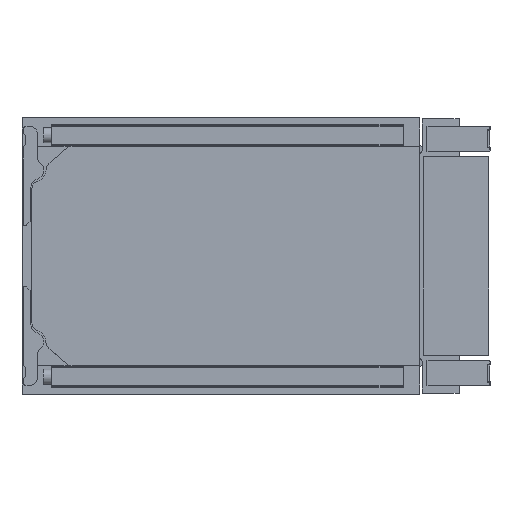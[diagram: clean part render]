
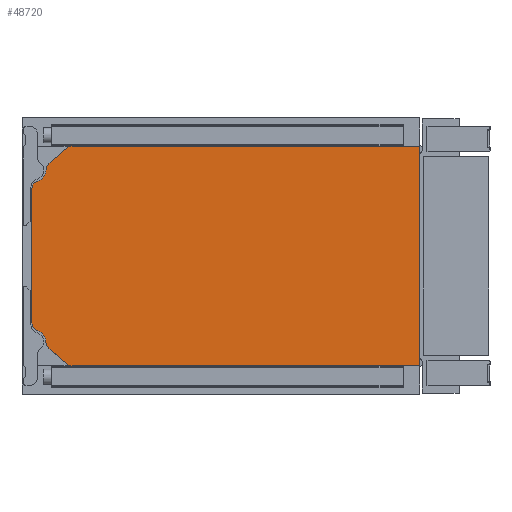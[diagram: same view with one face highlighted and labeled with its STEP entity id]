
A CAD part, top view. The second image highlights one B-rep face of the part: STEP entity #48720.
In plain terms, the highlighted planar face has unit normal (0, 0, 1).
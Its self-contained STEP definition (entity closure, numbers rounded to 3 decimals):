
#3173=CIRCLE('',#70382,3.);
#3174=CIRCLE('',#70383,3.);
#3175=CIRCLE('',#70384,4.);
#3176=CIRCLE('',#70385,3.);
#3177=CIRCLE('',#70386,3.);
#3178=CIRCLE('',#70387,4.);
#3179=CIRCLE('',#70388,3.);
#3180=CIRCLE('',#70389,3.);
#3785=ORIENTED_EDGE('',*,*,#18433,.T.);
#3786=ORIENTED_EDGE('',*,*,#18434,.T.);
#3787=ORIENTED_EDGE('',*,*,#18435,.T.);
#3788=ORIENTED_EDGE('',*,*,#18436,.T.);
#3789=ORIENTED_EDGE('',*,*,#18437,.T.);
#3790=ORIENTED_EDGE('',*,*,#18438,.T.);
#3791=ORIENTED_EDGE('',*,*,#18439,.T.);
#3792=ORIENTED_EDGE('',*,*,#18440,.T.);
#3793=ORIENTED_EDGE('',*,*,#18441,.T.);
#3794=ORIENTED_EDGE('',*,*,#18442,.T.);
#3795=ORIENTED_EDGE('',*,*,#18443,.T.);
#3796=ORIENTED_EDGE('',*,*,#18444,.F.);
#3797=ORIENTED_EDGE('',*,*,#18445,.F.);
#3798=ORIENTED_EDGE('',*,*,#18446,.T.);
#18433=EDGE_CURVE('',#25757,#25758,#3173,.T.);
#18434=EDGE_CURVE('',#25758,#25759,#30740,.T.);
#18435=EDGE_CURVE('',#25759,#25760,#3174,.T.);
#18436=EDGE_CURVE('',#25760,#25761,#3175,.T.);
#18437=EDGE_CURVE('',#25761,#25762,#3176,.T.);
#18438=EDGE_CURVE('',#25762,#25763,#30741,.T.);
#18439=EDGE_CURVE('',#25763,#25764,#3177,.T.);
#18440=EDGE_CURVE('',#25764,#25765,#3178,.T.);
#18441=EDGE_CURVE('',#25765,#25766,#3179,.T.);
#18442=EDGE_CURVE('',#25766,#25767,#30742,.T.);
#18443=EDGE_CURVE('',#25767,#25768,#3180,.T.);
#18444=EDGE_CURVE('',#25769,#25768,#30743,.T.);
#18445=EDGE_CURVE('',#25770,#25769,#30744,.T.);
#18446=EDGE_CURVE('',#25770,#25757,#30745,.T.);
#25757=VERTEX_POINT('',#85083);
#25758=VERTEX_POINT('',#85084);
#25759=VERTEX_POINT('',#85086);
#25760=VERTEX_POINT('',#85088);
#25761=VERTEX_POINT('',#85090);
#25762=VERTEX_POINT('',#85092);
#25763=VERTEX_POINT('',#85094);
#25764=VERTEX_POINT('',#85096);
#25765=VERTEX_POINT('',#85098);
#25766=VERTEX_POINT('',#85100);
#25767=VERTEX_POINT('',#85102);
#25768=VERTEX_POINT('',#85104);
#25769=VERTEX_POINT('',#85106);
#25770=VERTEX_POINT('',#85108);
#30740=LINE('',#85085,#35059);
#30741=LINE('',#85093,#35060);
#30742=LINE('',#85101,#35061);
#30743=LINE('',#85105,#35062);
#30744=LINE('',#85107,#35063);
#30745=LINE('',#85109,#35064);
#35059=VECTOR('',#73850,1000.);
#35060=VECTOR('',#73857,1000.);
#35061=VECTOR('',#73864,1000.);
#35062=VECTOR('',#73867,1000.);
#35063=VECTOR('',#73868,1000.);
#35064=VECTOR('',#73869,1000.);
#39371=EDGE_LOOP('',(#3785,#3786,#3787,#3788,#3789,#3790,#3791,#3792,#3793,
#3794,#3795,#3796,#3797,#3798));
#42946=FACE_BOUND('',#39371,.T.);
#46521=PLANE('',#70381);
#48720=ADVANCED_FACE('',(#42946),#46521,.F.);
#70381=AXIS2_PLACEMENT_3D('',#85081,#73846,#73847);
#70382=AXIS2_PLACEMENT_3D('',#85082,#73848,#73849);
#70383=AXIS2_PLACEMENT_3D('',#85087,#73851,#73852);
#70384=AXIS2_PLACEMENT_3D('',#85089,#73853,#73854);
#70385=AXIS2_PLACEMENT_3D('',#85091,#73855,#73856);
#70386=AXIS2_PLACEMENT_3D('',#85095,#73858,#73859);
#70387=AXIS2_PLACEMENT_3D('',#85097,#73860,#73861);
#70388=AXIS2_PLACEMENT_3D('',#85099,#73862,#73863);
#70389=AXIS2_PLACEMENT_3D('',#85103,#73865,#73866);
#73846=DIRECTION('',(0.,0.,-1.));
#73847=DIRECTION('',(-1.,0.,0.));
#73848=DIRECTION('',(0.,0.,1.));
#73849=DIRECTION('',(1.,0.,0.));
#73850=DIRECTION('',(-0.766,-0.643,0.));
#73851=DIRECTION('',(0.,0.,1.));
#73852=DIRECTION('',(1.,0.,0.));
#73853=DIRECTION('',(0.,0.,-1.));
#73854=DIRECTION('',(-1.,0.,0.));
#73855=DIRECTION('',(0.,0.,1.));
#73856=DIRECTION('',(1.,0.,0.));
#73857=DIRECTION('',(0.,-1.,0.));
#73858=DIRECTION('',(0.,0.,1.));
#73859=DIRECTION('',(1.,0.,0.));
#73860=DIRECTION('',(0.,0.,-1.));
#73861=DIRECTION('',(-1.,0.,0.));
#73862=DIRECTION('',(0.,0.,1.));
#73863=DIRECTION('',(1.,0.,0.));
#73864=DIRECTION('',(0.766,-0.643,0.));
#73865=DIRECTION('',(0.,0.,1.));
#73866=DIRECTION('',(1.,0.,0.));
#73867=DIRECTION('',(-1.,0.,0.));
#73868=DIRECTION('',(0.,-1.,0.));
#73869=DIRECTION('',(-1.,0.,0.));
#85081=CARTESIAN_POINT('',(0.,0.,8.115));
#85082=CARTESIAN_POINT('',(-53.75,36.6,8.115));
#85083=CARTESIAN_POINT('',(-53.75,39.6,8.115));
#85084=CARTESIAN_POINT('',(-55.678,38.898,8.115));
#85085=CARTESIAN_POINT('',(-55.678,38.898,8.115));
#85086=CARTESIAN_POINT('',(-62.114,33.498,8.115));
#85087=CARTESIAN_POINT('',(-60.185,31.2,8.115));
#85088=CARTESIAN_POINT('',(-63.183,31.071,8.115));
#85089=CARTESIAN_POINT('',(-67.179,30.9,8.115));
#85090=CARTESIAN_POINT('',(-66.077,27.055,8.115));
#85091=CARTESIAN_POINT('',(-65.25,24.171,8.115));
#85092=CARTESIAN_POINT('',(-68.25,24.171,8.115));
#85093=CARTESIAN_POINT('',(-68.25,-24.171,8.115));
#85094=CARTESIAN_POINT('',(-68.25,-24.171,8.115));
#85095=CARTESIAN_POINT('',(-65.25,-24.171,8.115));
#85096=CARTESIAN_POINT('',(-66.077,-27.055,8.115));
#85097=CARTESIAN_POINT('',(-67.18,-30.9,8.115));
#85098=CARTESIAN_POINT('',(-63.184,-31.071,8.115));
#85099=CARTESIAN_POINT('',(-60.186,-31.199,8.115));
#85100=CARTESIAN_POINT('',(-62.115,-33.497,8.115));
#85101=CARTESIAN_POINT('',(-62.115,-33.497,8.115));
#85102=CARTESIAN_POINT('',(-55.678,-38.898,8.115));
#85103=CARTESIAN_POINT('',(-53.75,-36.6,8.115));
#85104=CARTESIAN_POINT('',(-53.75,-39.6,8.115));
#85105=CARTESIAN_POINT('',(0.,-39.6,8.115));
#85106=CARTESIAN_POINT('',(71.75,-39.6,8.115));
#85107=CARTESIAN_POINT('',(71.75,49.9,8.115));
#85108=CARTESIAN_POINT('',(71.75,39.6,8.115));
#85109=CARTESIAN_POINT('',(0.,39.6,8.115));
